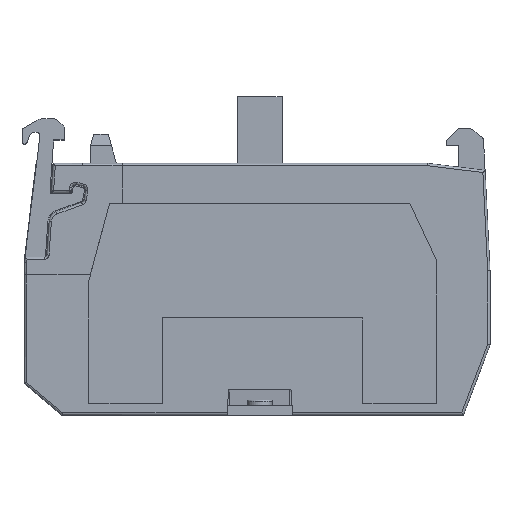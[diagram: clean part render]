
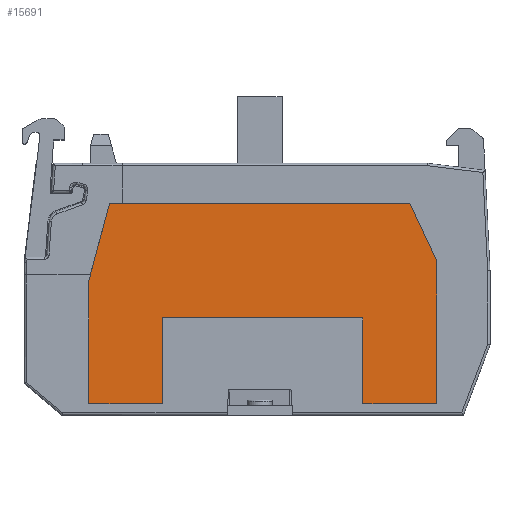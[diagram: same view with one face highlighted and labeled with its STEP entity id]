
A CAD part, top view. The second image highlights one B-rep face of the part: STEP entity #15691.
In plain terms, the highlighted planar face has unit normal (0, 0, 1).
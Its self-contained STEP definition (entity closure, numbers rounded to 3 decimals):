
#15677=AXIS2_PLACEMENT_3D('Plane Axis2P3D',#15674,#15675,#15676) ;
#13571=CARTESIAN_POINT('Vertex',(-12.825,18.1,8.)) ;
#13574=CARTESIAN_POINT('Line Origine',(-0.01,18.1,8.)) ;
#13578=CARTESIAN_POINT('Vertex',(12.805,18.1,8.)) ;
#13610=CARTESIAN_POINT('Vertex',(-14.6,11.477,8.)) ;
#13613=CARTESIAN_POINT('Line Origine',(-13.713,14.789,8.)) ;
#13661=CARTESIAN_POINT('Vertex',(-14.6,1.,8.)) ;
#13664=CARTESIAN_POINT('Line Origine',(-14.6,6.239,8.)) ;
#13692=CARTESIAN_POINT('Vertex',(-8.3,1.,8.)) ;
#13695=CARTESIAN_POINT('Line Origine',(-11.45,1.,8.)) ;
#13723=CARTESIAN_POINT('Vertex',(-8.3,8.3,8.)) ;
#13726=CARTESIAN_POINT('Line Origine',(-8.3,4.65,8.)) ;
#13754=CARTESIAN_POINT('Vertex',(8.8,8.3,8.)) ;
#13757=CARTESIAN_POINT('Line Origine',(0.25,8.3,8.)) ;
#13785=CARTESIAN_POINT('Vertex',(8.8,1.,8.)) ;
#13788=CARTESIAN_POINT('Line Origine',(8.8,4.65,8.)) ;
#13811=CARTESIAN_POINT('Vertex',(15.1,1.,8.)) ;
#13814=CARTESIAN_POINT('Line Origine',(11.95,1.,8.)) ;
#13842=CARTESIAN_POINT('Vertex',(15.1,13.179,8.)) ;
#13845=CARTESIAN_POINT('Line Origine',(15.1,7.089,8.)) ;
#13869=CARTESIAN_POINT('Line Origine',(13.953,15.639,8.)) ;
#15674=CARTESIAN_POINT('Axis2P3D Location',(0.,0.,8.)) ;
#13575=DIRECTION('Vector Direction',(1.,0.,0.)) ;
#13614=DIRECTION('Vector Direction',(0.259,0.966,0.)) ;
#13665=DIRECTION('Vector Direction',(0.,-1.,0.)) ;
#13696=DIRECTION('Vector Direction',(1.,0.,0.)) ;
#13727=DIRECTION('Vector Direction',(0.,-1.,0.)) ;
#13758=DIRECTION('Vector Direction',(-1.,0.,0.)) ;
#13789=DIRECTION('Vector Direction',(0.,-1.,0.)) ;
#13815=DIRECTION('Vector Direction',(1.,0.,0.)) ;
#13846=DIRECTION('Vector Direction',(0.,-1.,0.)) ;
#13870=DIRECTION('Vector Direction',(0.423,-0.906,0.)) ;
#15675=DIRECTION('Axis2P3D Direction',(0.,0.,-1.)) ;
#15676=DIRECTION('Axis2P3D XDirection',(-1.,0.,0.)) ;
#13576=VECTOR('Line Direction',#13575,1.) ;
#13615=VECTOR('Line Direction',#13614,1.) ;
#13666=VECTOR('Line Direction',#13665,1.) ;
#13697=VECTOR('Line Direction',#13696,1.) ;
#13728=VECTOR('Line Direction',#13727,1.) ;
#13759=VECTOR('Line Direction',#13758,1.) ;
#13790=VECTOR('Line Direction',#13789,1.) ;
#13816=VECTOR('Line Direction',#13815,1.) ;
#13847=VECTOR('Line Direction',#13846,1.) ;
#13871=VECTOR('Line Direction',#13870,1.) ;
#15680=ORIENTED_EDGE('',*,*,#13792,.F.) ;
#15681=ORIENTED_EDGE('',*,*,#13818,.F.) ;
#15682=ORIENTED_EDGE('',*,*,#13849,.F.) ;
#15683=ORIENTED_EDGE('',*,*,#13873,.F.) ;
#15684=ORIENTED_EDGE('',*,*,#13580,.F.) ;
#15685=ORIENTED_EDGE('',*,*,#13617,.F.) ;
#15686=ORIENTED_EDGE('',*,*,#13668,.F.) ;
#15687=ORIENTED_EDGE('',*,*,#13699,.F.) ;
#15688=ORIENTED_EDGE('',*,*,#13730,.F.) ;
#15689=ORIENTED_EDGE('',*,*,#13761,.F.) ;
#15691=ADVANCED_FACE('Corps principal ( *SOL1 - wsp *MASTER -  _erreur_pendant_mise_\X2\00E0\X0\_jour_de_V5 )',(#15690),#15678,.F.) ;
#13580=EDGE_CURVE('',#13572,#13579,#13577,.T.) ;
#13617=EDGE_CURVE('',#13611,#13572,#13616,.T.) ;
#13668=EDGE_CURVE('',#13662,#13611,#13667,.F.) ;
#13699=EDGE_CURVE('',#13693,#13662,#13698,.F.) ;
#13730=EDGE_CURVE('',#13724,#13693,#13729,.T.) ;
#13761=EDGE_CURVE('',#13755,#13724,#13760,.T.) ;
#13792=EDGE_CURVE('',#13786,#13755,#13791,.F.) ;
#13818=EDGE_CURVE('',#13812,#13786,#13817,.F.) ;
#13849=EDGE_CURVE('',#13843,#13812,#13848,.T.) ;
#13873=EDGE_CURVE('',#13579,#13843,#13872,.T.) ;
#15679=EDGE_LOOP('',(#15680,#15681,#15682,#15683,#15684,#15685,#15686,#15687,#15688,#15689)) ;
#15690=FACE_OUTER_BOUND('',#15679,.T.) ;
#13577=LINE('Line',#13574,#13576) ;
#13616=LINE('Line',#13613,#13615) ;
#13667=LINE('Line',#13664,#13666) ;
#13698=LINE('Line',#13695,#13697) ;
#13729=LINE('Line',#13726,#13728) ;
#13760=LINE('Line',#13757,#13759) ;
#13791=LINE('Line',#13788,#13790) ;
#13817=LINE('Line',#13814,#13816) ;
#13848=LINE('Line',#13845,#13847) ;
#13872=LINE('Line',#13869,#13871) ;
#15678=PLANE('Plane',#15677) ;
#13572=VERTEX_POINT('',#13571) ;
#13579=VERTEX_POINT('',#13578) ;
#13611=VERTEX_POINT('',#13610) ;
#13662=VERTEX_POINT('',#13661) ;
#13693=VERTEX_POINT('',#13692) ;
#13724=VERTEX_POINT('',#13723) ;
#13755=VERTEX_POINT('',#13754) ;
#13786=VERTEX_POINT('',#13785) ;
#13812=VERTEX_POINT('',#13811) ;
#13843=VERTEX_POINT('',#13842) ;
